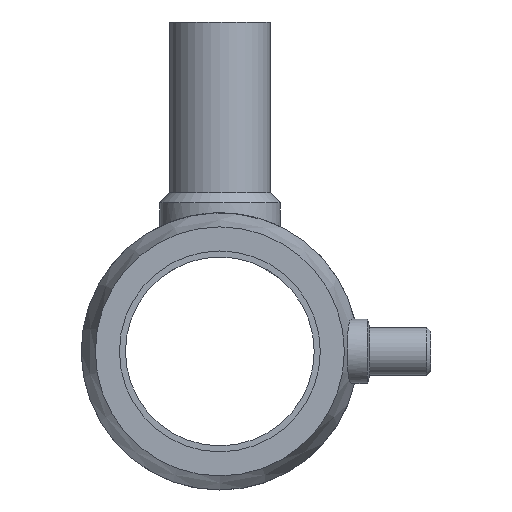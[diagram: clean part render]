
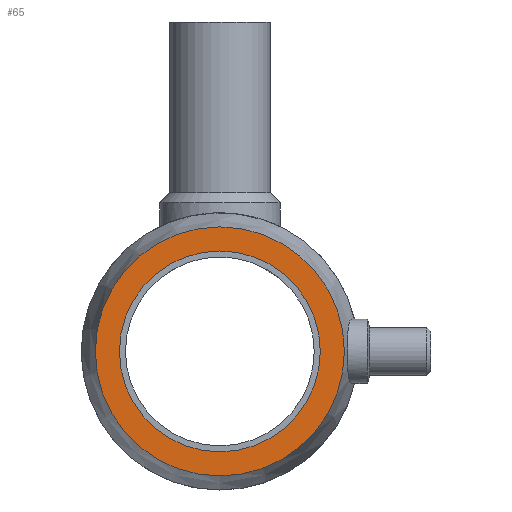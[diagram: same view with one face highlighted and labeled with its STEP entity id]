
A CAD part, left-side view. The second image highlights one B-rep face of the part: STEP entity #65.
In plain terms, the highlighted planar face has unit normal (-1, 0, 0).
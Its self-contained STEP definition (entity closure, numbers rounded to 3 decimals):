
#65 = ADVANCED_FACE( '', ( #162, #163 ), #164, .F. );
#162 = FACE_OUTER_BOUND( '', #325, .T. );
#163 = FACE_BOUND( '', #326, .T. );
#164 = PLANE( '', #327 );
#325 = EDGE_LOOP( '', ( #484 ) );
#326 = EDGE_LOOP( '', ( #485 ) );
#327 = AXIS2_PLACEMENT_3D( '', #486, #487, #488 );
#484 = ORIENTED_EDGE( '', *, *, #721, .F. );
#485 = ORIENTED_EDGE( '', *, *, #722, .T. );
#486 = CARTESIAN_POINT( '', ( 0., 0., 0. ) );
#487 = DIRECTION( '', ( 1., 0., 0. ) );
#488 = DIRECTION( '', ( 0., 0., -1. ) );
#721 = EDGE_CURVE( '', #804, #804, #805, .T. );
#722 = EDGE_CURVE( '', #806, #806, #807, .T. );
#804 = VERTEX_POINT( '', #925 );
#805 = CIRCLE( '', #926, 31.006 );
#806 = VERTEX_POINT( '', #927 );
#807 = CIRCLE( '', #928, 25. );
#925 = CARTESIAN_POINT( '', ( 0., 0., -31.006 ) );
#926 = AXIS2_PLACEMENT_3D( '', #1536, #1537, #1538 );
#927 = CARTESIAN_POINT( '', ( 0., 0., -25. ) );
#928 = AXIS2_PLACEMENT_3D( '', #1539, #1540, #1541 );
#1536 = CARTESIAN_POINT( '', ( 0., 0., 0. ) );
#1537 = DIRECTION( '', ( 1., 0., 0. ) );
#1538 = DIRECTION( '', ( 0., 0., -1. ) );
#1539 = CARTESIAN_POINT( '', ( 0., 0., 0. ) );
#1540 = DIRECTION( '', ( 1., 0., 0. ) );
#1541 = DIRECTION( '', ( 0., 0., -1. ) );
